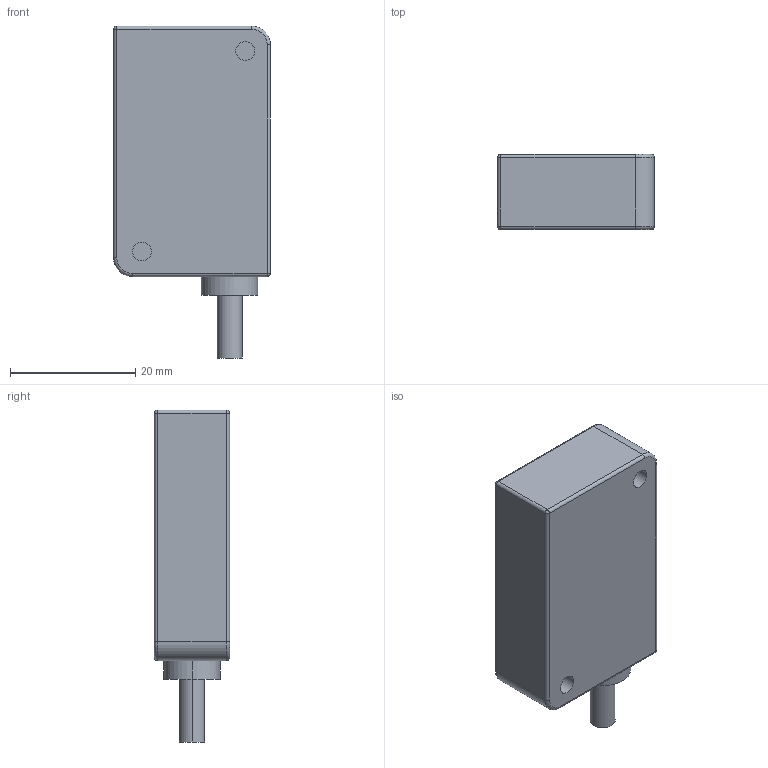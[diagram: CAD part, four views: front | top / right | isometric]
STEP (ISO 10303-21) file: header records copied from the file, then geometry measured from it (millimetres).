
FILE_DESCRIPTION((''),'2;1');
FILE_NAME('F64_D000145A','2006-01-03T',('Pepperl+Fuchs'),('Industriehansa'),'PRO/ENGINEER BY PARAMETRIC TECHNOLOGY CORPORATION, 2005290','PRO/ENGINEER BY PARAMETRIC TECHNOLOGY CORPORATION, 2005290','');
FILE_SCHEMA(('AUTOMOTIVE_DESIGN_CC2 { 1 2 10303 214 -1 1 5 2 }'));
Length unit declared in the file: millimetre
Products named in the file (1): F64_D000145A
Bounding box: 25 x 12 x 53 mm (x, y, z)
Volume: 12170.5 mm3; surface area: 3784.9 mm2
Topology: 1 solids, 1 shells, 38 faces, 131 edges, 106 vertices
Faces by surface type: cylinder 20, plane 10, sphere 4, torus 4
Entity records: 1905 total; most frequent: DIRECTION 269, CARTESIAN_POINT 214, ORIENTED_EDGE 152, PRESENTATION_STYLE_ASSIGNMENT 148, STYLED_ITEM 145, CURVE_STYLE 138, AXIS2_PLACEMENT_3D 99, EDGE_CURVE 76
